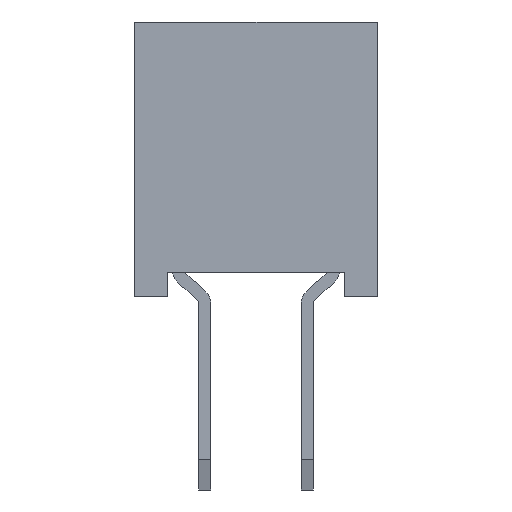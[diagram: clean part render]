
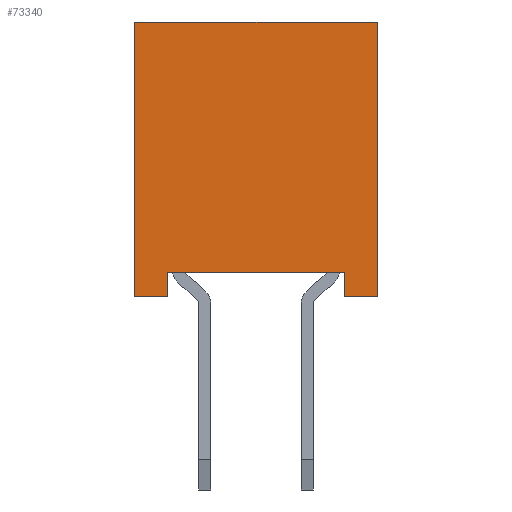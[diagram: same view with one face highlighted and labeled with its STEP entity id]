
A CAD part, left-side view. The second image highlights one B-rep face of the part: STEP entity #73340.
In plain terms, the highlighted planar face has unit normal (-1, 0, 0).
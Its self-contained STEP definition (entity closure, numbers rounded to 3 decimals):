
#2210 = ORIENTED_EDGE ( 'NONE', *, *, #123416, .F. ) ;
#4304 = LINE ( 'NONE', #91909, #68933 ) ;
#7715 = EDGE_CURVE ( 'NONE', #80141, #9493, #76800, .T. ) ;
#9493 = VERTEX_POINT ( 'NONE', #80429 ) ;
#10072 = DIRECTION ( 'NONE',  ( 0., 0., -1. ) ) ;
#11836 = VECTOR ( 'NONE', #13026, 1000. ) ;
#13006 = VERTEX_POINT ( 'NONE', #72539 ) ;
#13026 = DIRECTION ( 'NONE',  ( 0., 0., -1. ) ) ;
#14745 = EDGE_CURVE ( 'NONE', #80141, #121763, #104872, .T. ) ;
#15805 = PLANE ( 'NONE',  #82832 ) ;
#17309 = CARTESIAN_POINT ( 'NONE',  ( -12.875, -1.5, 0. ) ) ;
#17720 = VERTEX_POINT ( 'NONE', #107691 ) ;
#26704 = CARTESIAN_POINT ( 'NONE',  ( -12.875, 1.1, 0. ) ) ;
#28206 = CARTESIAN_POINT ( 'NONE',  ( -12.875, -1.1, 0.3 ) ) ;
#29028 = LINE ( 'NONE', #46368, #39404 ) ;
#30182 = CARTESIAN_POINT ( 'NONE',  ( -12.875, 1.1, 0.3 ) ) ;
#30591 = VECTOR ( 'NONE', #10072, 1000. ) ;
#30824 = LINE ( 'NONE', #30182, #87208 ) ;
#34458 = ORIENTED_EDGE ( 'NONE', *, *, #75231, .F. ) ;
#35456 = EDGE_CURVE ( 'NONE', #13006, #121763, #87441, .T. ) ;
#37406 = CARTESIAN_POINT ( 'NONE',  ( -12.875, -1.1, 0. ) ) ;
#38464 = CARTESIAN_POINT ( 'NONE',  ( -12.875, 1.5, 3.4 ) ) ;
#39404 = VECTOR ( 'NONE', #58459, 1000. ) ;
#42641 = EDGE_CURVE ( 'NONE', #119585, #48846, #67433, .T. ) ;
#45877 = FACE_OUTER_BOUND ( 'NONE', #96272, .T. ) ;
#46368 = CARTESIAN_POINT ( 'NONE',  ( -12.875, -1.5, 3.4 ) ) ;
#46496 = CARTESIAN_POINT ( 'NONE',  ( -12.875, -1.5, 3.4 ) ) ;
#48662 = ORIENTED_EDGE ( 'NONE', *, *, #7715, .F. ) ;
#48846 = VERTEX_POINT ( 'NONE', #26704 ) ;
#52895 = EDGE_CURVE ( 'NONE', #88366, #119585, #61620, .T. ) ;
#54090 = ORIENTED_EDGE ( 'NONE', *, *, #52895, .T. ) ;
#54183 = VECTOR ( 'NONE', #106417, 1000. ) ;
#54823 = DIRECTION ( 'NONE',  ( 1., 0., 0. ) ) ;
#56995 = DIRECTION ( 'NONE',  ( 0., 0., 1. ) ) ;
#57873 = CARTESIAN_POINT ( 'NONE',  ( -12.875, -1.5, 0. ) ) ;
#58459 = DIRECTION ( 'NONE',  ( 0., -1., 0. ) ) ;
#61620 = LINE ( 'NONE', #109555, #11836 ) ;
#66519 = ORIENTED_EDGE ( 'NONE', *, *, #42641, .T. ) ;
#67433 = LINE ( 'NONE', #57873, #54183 ) ;
#67636 = CARTESIAN_POINT ( 'NONE',  ( -12.875, -1.5, 3.4 ) ) ;
#68933 = VECTOR ( 'NONE', #82961, 1000. ) ;
#69956 = ORIENTED_EDGE ( 'NONE', *, *, #82912, .F. ) ;
#72539 = CARTESIAN_POINT ( 'NONE',  ( -12.875, -1.5, 3.4 ) ) ;
#73340 = ADVANCED_FACE ( 'NONE', ( #45877 ), #15805, .F. ) ;
#75231 = EDGE_CURVE ( 'NONE', #9493, #17720, #30824, .T. ) ;
#76800 = LINE ( 'NONE', #28206, #84670 ) ;
#80141 = VERTEX_POINT ( 'NONE', #37406 ) ;
#80429 = CARTESIAN_POINT ( 'NONE',  ( -12.875, -1.1, 0.3 ) ) ;
#82832 = AXIS2_PLACEMENT_3D ( 'NONE', #46496, #54823, #105286 ) ;
#82912 = EDGE_CURVE ( 'NONE', #88366, #13006, #29028, .T. ) ;
#82961 = DIRECTION ( 'NONE',  ( 0., 0., -1. ) ) ;
#84670 = VECTOR ( 'NONE', #56995, 1000. ) ;
#87208 = VECTOR ( 'NONE', #90920, 1000. ) ;
#87441 = LINE ( 'NONE', #67636, #30591 ) ;
#88366 = VERTEX_POINT ( 'NONE', #38464 ) ;
#90920 = DIRECTION ( 'NONE',  ( 0., 1., 0. ) ) ;
#91909 = CARTESIAN_POINT ( 'NONE',  ( -12.875, 1.1, 0. ) ) ;
#95302 = DIRECTION ( 'NONE',  ( 0., -1., 0. ) ) ;
#96272 = EDGE_LOOP ( 'NONE', ( #66519, #2210, #34458, #48662, #113185, #98815, #69956, #54090 ) ) ;
#98815 = ORIENTED_EDGE ( 'NONE', *, *, #35456, .F. ) ;
#102721 = VECTOR ( 'NONE', #95302, 1000. ) ;
#104584 = CARTESIAN_POINT ( 'NONE',  ( -12.875, -1.5, 0. ) ) ;
#104872 = LINE ( 'NONE', #17309, #102721 ) ;
#105286 = DIRECTION ( 'NONE',  ( 0., 0., -1. ) ) ;
#106417 = DIRECTION ( 'NONE',  ( 0., -1., 0. ) ) ;
#107691 = CARTESIAN_POINT ( 'NONE',  ( -12.875, 1.1, 0.3 ) ) ;
#109555 = CARTESIAN_POINT ( 'NONE',  ( -12.875, 1.5, 3.4 ) ) ;
#113185 = ORIENTED_EDGE ( 'NONE', *, *, #14745, .T. ) ;
#115717 = CARTESIAN_POINT ( 'NONE',  ( -12.875, 1.5, 0. ) ) ;
#119585 = VERTEX_POINT ( 'NONE', #115717 ) ;
#121763 = VERTEX_POINT ( 'NONE', #104584 ) ;
#123416 = EDGE_CURVE ( 'NONE', #17720, #48846, #4304, .T. ) ;
